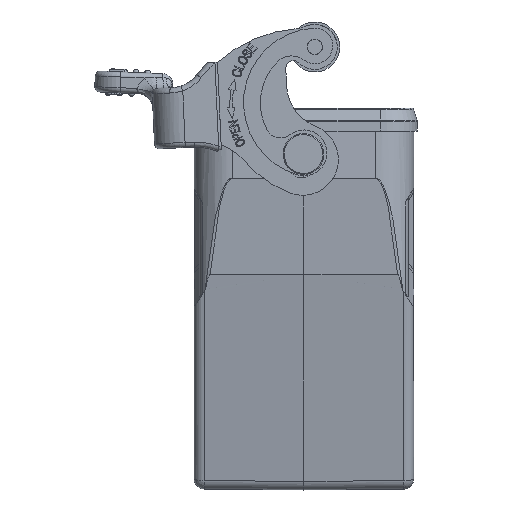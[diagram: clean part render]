
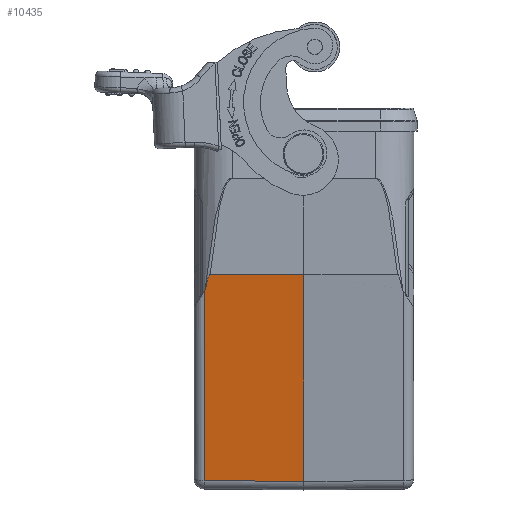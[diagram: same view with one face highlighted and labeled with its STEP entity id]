
A CAD part, left-side view. The second image highlights one B-rep face of the part: STEP entity #10435.
In plain terms, the highlighted planar face has unit normal (-0.987, 0.009, -0.16).
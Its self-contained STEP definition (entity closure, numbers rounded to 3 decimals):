
#1393=B_SPLINE_CURVE_WITH_KNOTS('',3,(#43989,#43990,#43991,#43992),
 .UNSPECIFIED.,.F.,.F.,(4,4),(0.,1.),.UNSPECIFIED.);
#1396=B_SPLINE_CURVE_WITH_KNOTS('',3,(#44039,#44040,#44041,#44042),
 .UNSPECIFIED.,.F.,.F.,(4,4),(0.,1.),.UNSPECIFIED.);
#1397=B_SPLINE_CURVE_WITH_KNOTS('',3,(#44044,#44045,#44046,#44047,#44048,
#44049,#44050,#44051),.UNSPECIFIED.,.F.,.F.,(4,2,2,4),(0.,0.25,0.5,
1.),.UNSPECIFIED.);
#1405=B_SPLINE_CURVE_WITH_KNOTS('',3,(#44320,#44321,#44322,#44323),
 .UNSPECIFIED.,.F.,.F.,(4,4),(0.,1.),.UNSPECIFIED.);
#3342=LINE('',#44296,#4883);
#3387=LINE('',#44849,#4928);
#3389=LINE('',#44853,#4930);
#4883=VECTOR('',#31552,1.);
#4928=VECTOR('',#31687,1.);
#4930=VECTOR('',#31691,1.);
#8522=FACE_OUTER_BOUND('',#12625,.T.);
#9282=PLANE('',#27134);
#10435=ADVANCED_FACE('NONE',(#8522),#9282,.T.);
#12625=EDGE_LOOP('',(#18518,#18519,#18520,#18521,#18522,#18523,#18524));
#18518=ORIENTED_EDGE('',*,*,#24627,.F.);
#18519=ORIENTED_EDGE('',*,*,#24643,.T.);
#18520=ORIENTED_EDGE('',*,*,#24639,.T.);
#18521=ORIENTED_EDGE('',*,*,#24734,.F.);
#18522=ORIENTED_EDGE('',*,*,#24732,.T.);
#18523=ORIENTED_EDGE('',*,*,#24624,.T.);
#18524=ORIENTED_EDGE('',*,*,#24628,.T.);
#21501=VERTEX_POINT('',#43907);
#21504=VERTEX_POINT('',#43988);
#21506=VERTEX_POINT('',#44038);
#21507=VERTEX_POINT('',#44043);
#21515=VERTEX_POINT('',#44295);
#21516=VERTEX_POINT('',#44297);
#21567=VERTEX_POINT('',#44850);
#24624=EDGE_CURVE('NONE',#21501,#21504,#1393,.T.);
#24627=EDGE_CURVE('NONE',#21506,#21507,#1396,.T.);
#24628=EDGE_CURVE('NONE',#21504,#21507,#1397,.T.);
#24639=EDGE_CURVE('NONE',#21516,#21515,#3342,.T.);
#24643=EDGE_CURVE('NONE',#21506,#21516,#1405,.T.);
#24732=EDGE_CURVE('NONE',#21567,#21501,#3387,.T.);
#24734=EDGE_CURVE('NONE',#21567,#21515,#3389,.T.);
#27134=AXIS2_PLACEMENT_3D('',#44854,#31692,#31693);
#31552=DIRECTION('',(0.16,0.,-0.987));
#31687=DIRECTION('',(-0.16,0.,0.987));
#31691=DIRECTION('',(0.007,1.,0.009));
#31692=DIRECTION('',(-0.987,0.009,-0.16));
#31693=DIRECTION('',(-0.16,0.,0.987));
#43907=CARTESIAN_POINT('',(-28.355,0.,6.198));
#43988=CARTESIAN_POINT('',(-28.196,18.362,6.222));
#43989=CARTESIAN_POINT('',(-28.355,0.,6.198));
#43990=CARTESIAN_POINT('',(-28.302,6.121,6.206));
#43991=CARTESIAN_POINT('',(-28.249,12.242,6.214));
#43992=CARTESIAN_POINT('',(-28.196,18.362,6.222));
#44038=CARTESIAN_POINT('',(-27.718,19.261,3.342));
#44039=CARTESIAN_POINT('',(-27.717,19.259,3.342));
#44040=CARTESIAN_POINT('',(-27.719,19.256,3.342));
#44041=CARTESIAN_POINT('',(-27.722,19.253,3.348));
#44042=CARTESIAN_POINT('',(-27.724,19.251,3.36));
#44043=CARTESIAN_POINT('',(-27.724,19.251,3.36));
#44044=CARTESIAN_POINT('',(-28.196,18.362,6.222));
#44045=CARTESIAN_POINT('',(-28.196,18.414,6.224));
#44046=CARTESIAN_POINT('',(-28.188,18.47,6.174));
#44047=CARTESIAN_POINT('',(-28.154,18.59,5.973));
#44048=CARTESIAN_POINT('',(-28.136,18.639,5.867));
#44049=CARTESIAN_POINT('',(-28.012,18.892,5.116));
#44050=CARTESIAN_POINT('',(-27.888,19.068,4.364));
#44051=CARTESIAN_POINT('',(-27.724,19.251,3.36));
#44295=CARTESIAN_POINT('',(-21.628,19.517,-34.15));
#44296=CARTESIAN_POINT('',(-21.332,19.517,-35.973));
#44297=CARTESIAN_POINT('',(-27.646,19.517,2.897));
#44320=CARTESIAN_POINT('',(-27.721,19.261,3.341));
#44321=CARTESIAN_POINT('',(-27.696,19.346,3.193));
#44322=CARTESIAN_POINT('',(-27.671,19.432,3.045));
#44323=CARTESIAN_POINT('',(-27.646,19.517,2.897));
#44849=CARTESIAN_POINT('',(-21.5,0.,-36.));
#44850=CARTESIAN_POINT('',(-21.773,0.,-34.321));
#44853=CARTESIAN_POINT('',(-21.119,88.07,-33.552));
#44854=CARTESIAN_POINT('',(-21.5,0.,-36.));
